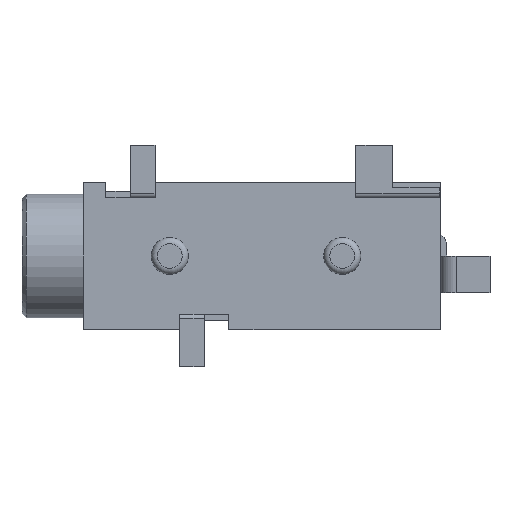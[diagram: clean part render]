
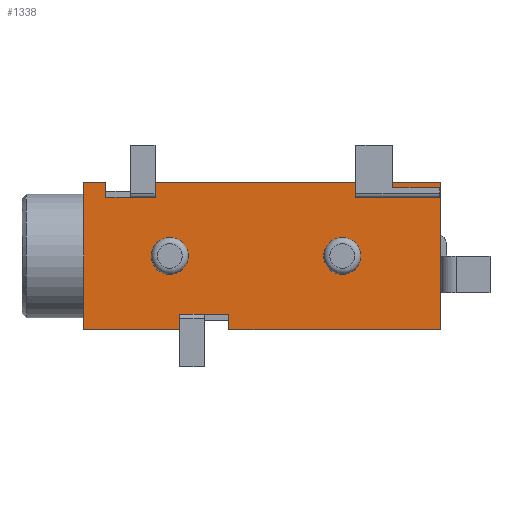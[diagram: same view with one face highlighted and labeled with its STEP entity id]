
A CAD part, front view. The second image highlights one B-rep face of the part: STEP entity #1338.
In plain terms, the highlighted planar face has unit normal (0, -1, 0).
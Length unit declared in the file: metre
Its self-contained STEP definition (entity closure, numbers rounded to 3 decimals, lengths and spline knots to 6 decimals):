
#54=CIRCLE('',#1648,0.00075);
#55=CIRCLE('',#1649,0.00075);
#234=ORIENTED_EDGE('',*,*,#547,.F.);
#235=ORIENTED_EDGE('',*,*,#548,.F.);
#236=ORIENTED_EDGE('',*,*,#549,.T.);
#237=ORIENTED_EDGE('',*,*,#536,.F.);
#238=ORIENTED_EDGE('',*,*,#550,.F.);
#239=ORIENTED_EDGE('',*,*,#508,.F.);
#240=ORIENTED_EDGE('',*,*,#510,.F.);
#241=ORIENTED_EDGE('',*,*,#511,.F.);
#242=ORIENTED_EDGE('',*,*,#490,.F.);
#243=ORIENTED_EDGE('',*,*,#502,.F.);
#244=ORIENTED_EDGE('',*,*,#551,.F.);
#245=ORIENTED_EDGE('',*,*,#474,.T.);
#246=ORIENTED_EDGE('',*,*,#461,.T.);
#247=ORIENTED_EDGE('',*,*,#552,.T.);
#248=ORIENTED_EDGE('',*,*,#553,.T.);
#249=ORIENTED_EDGE('',*,*,#524,.F.);
#250=ORIENTED_EDGE('',*,*,#546,.T.);
#251=ORIENTED_EDGE('',*,*,#544,.T.);
#252=ORIENTED_EDGE('',*,*,#519,.T.);
#253=ORIENTED_EDGE('',*,*,#554,.F.);
#254=ORIENTED_EDGE('',*,*,#453,.F.);
#255=ORIENTED_EDGE('',*,*,#555,.F.);
#256=ORIENTED_EDGE('',*,*,#556,.F.);
#453=EDGE_CURVE('',#629,#631,#755,.T.);
#461=EDGE_CURVE('',#639,#637,#759,.T.);
#474=EDGE_CURVE('',#649,#639,#769,.T.);
#490=EDGE_CURVE('',#658,#660,#784,.T.);
#502=EDGE_CURVE('',#670,#658,#795,.T.);
#508=EDGE_CURVE('',#672,#671,#801,.T.);
#510=EDGE_CURVE('',#673,#672,#803,.T.);
#511=EDGE_CURVE('',#660,#673,#804,.T.);
#519=EDGE_CURVE('',#682,#681,#808,.T.);
#524=EDGE_CURVE('',#686,#684,#813,.T.);
#536=EDGE_CURVE('',#696,#697,#825,.T.);
#544=EDGE_CURVE('',#701,#682,#832,.T.);
#546=EDGE_CURVE('',#686,#701,#833,.T.);
#547=EDGE_CURVE('',#702,#629,#834,.T.);
#548=EDGE_CURVE('',#703,#702,#835,.T.);
#549=EDGE_CURVE('',#703,#697,#836,.T.);
#550=EDGE_CURVE('',#671,#696,#837,.T.);
#551=EDGE_CURVE('',#649,#670,#838,.T.);
#552=EDGE_CURVE('',#637,#704,#839,.T.);
#553=EDGE_CURVE('',#704,#684,#840,.T.);
#554=EDGE_CURVE('',#631,#681,#841,.T.);
#555=EDGE_CURVE('',#705,#705,#54,.T.);
#556=EDGE_CURVE('',#706,#706,#55,.T.);
#629=VERTEX_POINT('',#2102);
#631=VERTEX_POINT('',#2105);
#637=VERTEX_POINT('',#2120);
#639=VERTEX_POINT('',#2123);
#649=VERTEX_POINT('',#2150);
#658=VERTEX_POINT('',#2179);
#660=VERTEX_POINT('',#2182);
#670=VERTEX_POINT('',#2207);
#671=VERTEX_POINT('',#2214);
#672=VERTEX_POINT('',#2216);
#673=VERTEX_POINT('',#2220);
#681=VERTEX_POINT('',#2242);
#682=VERTEX_POINT('',#2244);
#684=VERTEX_POINT('',#2249);
#686=VERTEX_POINT('',#2253);
#696=VERTEX_POINT('',#2278);
#697=VERTEX_POINT('',#2279);
#701=VERTEX_POINT('',#2291);
#702=VERTEX_POINT('',#2298);
#703=VERTEX_POINT('',#2300);
#704=VERTEX_POINT('',#2305);
#705=VERTEX_POINT('',#2309);
#706=VERTEX_POINT('',#2311);
#755=LINE('',#2104,#908);
#759=LINE('',#2122,#912);
#769=LINE('',#2149,#922);
#784=LINE('',#2181,#937);
#795=LINE('',#2206,#948);
#801=LINE('',#2217,#954);
#803=LINE('',#2221,#956);
#804=LINE('',#2223,#957);
#808=LINE('',#2243,#961);
#813=LINE('',#2254,#966);
#825=LINE('',#2277,#978);
#832=LINE('',#2292,#985);
#833=LINE('',#2295,#986);
#834=LINE('',#2297,#987);
#835=LINE('',#2299,#988);
#836=LINE('',#2301,#989);
#837=LINE('',#2302,#990);
#838=LINE('',#2303,#991);
#839=LINE('',#2304,#992);
#840=LINE('',#2306,#993);
#841=LINE('',#2307,#994);
#908=VECTOR('',#1738,1.);
#912=VECTOR('',#1754,1.);
#922=VECTOR('',#1778,1.);
#937=VECTOR('',#1805,1.);
#948=VECTOR('',#1824,1.);
#954=VECTOR('',#1834,1.);
#956=VECTOR('',#1838,1.);
#957=VECTOR('',#1841,1.);
#961=VECTOR('',#1861,1.);
#966=VECTOR('',#1868,1.);
#978=VECTOR('',#1884,1.);
#985=VECTOR('',#1895,1.);
#986=VECTOR('',#1900,1.);
#987=VECTOR('',#1903,1.);
#988=VECTOR('',#1904,1.);
#989=VECTOR('',#1905,1.);
#990=VECTOR('',#1906,1.);
#991=VECTOR('',#1907,1.);
#992=VECTOR('',#1908,1.);
#993=VECTOR('',#1909,1.);
#994=VECTOR('',#1910,1.);
#1079=EDGE_LOOP('',(#234,#235,#236,#237,#238,#239,#240,#241,#242,#243,#244,
#245,#246,#247,#248,#249,#250,#251,#252,#253,#254));
#1080=EDGE_LOOP('',(#255));
#1081=EDGE_LOOP('',(#256));
#1164=FACE_BOUND('',#1079,.T.);
#1165=FACE_BOUND('',#1080,.T.);
#1166=FACE_BOUND('',#1081,.T.);
#1242=PLANE('',#1647);
#1338=ADVANCED_FACE('',(#1164,#1165,#1166),#1242,.F.);
#1647=AXIS2_PLACEMENT_3D('',#2296,#1901,#1902);
#1648=AXIS2_PLACEMENT_3D('',#2308,#1911,#1912);
#1649=AXIS2_PLACEMENT_3D('',#2310,#1913,#1914);
#1738=DIRECTION('',(-1.,0.,0.));
#1754=DIRECTION('',(-1.,0.,0.));
#1778=DIRECTION('',(0.,0.,-1.));
#1805=DIRECTION('',(1.,0.,0.));
#1824=DIRECTION('',(0.,0.,-1.));
#1834=DIRECTION('',(0.,0.,1.));
#1838=DIRECTION('',(-1.,0.,0.));
#1841=DIRECTION('',(0.,0.,1.));
#1861=DIRECTION('',(1.,0.,0.));
#1868=DIRECTION('',(1.,0.,0.));
#1884=DIRECTION('',(0.,0.,-1.));
#1895=DIRECTION('',(0.,0.,-1.));
#1900=DIRECTION('',(0.,0.,-1.));
#1901=DIRECTION('',(0.,1.,0.));
#1902=DIRECTION('',(0.,0.,1.));
#1903=DIRECTION('',(-1.,0.,0.));
#1904=DIRECTION('',(0.,0.,1.));
#1905=DIRECTION('',(1.,0.,0.));
#1906=DIRECTION('',(1.,0.,0.));
#1907=DIRECTION('',(1.,0.,0.));
#1908=DIRECTION('',(-1.,0.,0.));
#1909=DIRECTION('',(0.,0.,1.));
#1910=DIRECTION('',(0.,0.,-1.));
#1911=DIRECTION('',(0.,-1.,0.));
#1912=DIRECTION('',(0.,0.,1.));
#1913=DIRECTION('',(0.,-1.,0.));
#1914=DIRECTION('',(0.,0.,1.));
#2102=CARTESIAN_POINT('',(0.0049,0.,-0.002375));
#2104=CARTESIAN_POINT('',(0.0059,0.,-0.002375));
#2105=CARTESIAN_POINT('',(0.0039,0.,-0.002375));
#2120=CARTESIAN_POINT('',(0.0019,0.,0.002375));
#2122=CARTESIAN_POINT('',(0.,0.,0.002375));
#2123=CARTESIAN_POINT('',(0.0029,0.,0.002375));
#2149=CARTESIAN_POINT('',(0.0029,0.,0.003));
#2150=CARTESIAN_POINT('',(0.0029,0.,0.003));
#2179=CARTESIAN_POINT('',(0.01105,0.,0.002375));
#2181=CARTESIAN_POINT('',(0.,0.,0.002375));
#2182=CARTESIAN_POINT('',(0.01445,0.,0.002375));
#2206=CARTESIAN_POINT('',(0.01105,0.,0.003));
#2207=CARTESIAN_POINT('',(0.01105,0.,0.003));
#2214=CARTESIAN_POINT('',(0.01255,0.,0.003));
#2216=CARTESIAN_POINT('',(0.01255,0.,0.002775));
#2217=CARTESIAN_POINT('',(0.01255,0.,0.003));
#2220=CARTESIAN_POINT('',(0.01445,0.,0.002775));
#2221=CARTESIAN_POINT('',(0.,0.,0.002775));
#2223=CARTESIAN_POINT('',(0.01445,0.,0.003));
#2242=CARTESIAN_POINT('',(0.0039,0.,-0.003));
#2243=CARTESIAN_POINT('',(0.,0.,-0.003));
#2244=CARTESIAN_POINT('',(0.,0.,-0.003));
#2249=CARTESIAN_POINT('',(0.0009,0.,0.003));
#2253=CARTESIAN_POINT('',(0.,0.,0.003));
#2254=CARTESIAN_POINT('',(0.,0.,0.003));
#2277=CARTESIAN_POINT('',(0.0145,0.,0.003));
#2278=CARTESIAN_POINT('',(0.0145,0.,0.003));
#2279=CARTESIAN_POINT('',(0.0145,0.,-0.003));
#2291=CARTESIAN_POINT('',(0.,0.,0.));
#2292=CARTESIAN_POINT('',(0.,0.,0.003));
#2295=CARTESIAN_POINT('',(0.,0.,0.003));
#2296=CARTESIAN_POINT('',(0.,0.,0.003));
#2297=CARTESIAN_POINT('',(0.0059,0.,-0.002375));
#2298=CARTESIAN_POINT('',(0.0059,0.,-0.002375));
#2299=CARTESIAN_POINT('',(0.0059,0.,-0.003));
#2300=CARTESIAN_POINT('',(0.0059,0.,-0.003));
#2301=CARTESIAN_POINT('',(0.,0.,-0.003));
#2302=CARTESIAN_POINT('',(0.,0.,0.003));
#2303=CARTESIAN_POINT('',(0.,0.,0.003));
#2304=CARTESIAN_POINT('',(0.,0.,0.002375));
#2305=CARTESIAN_POINT('',(0.0009,0.,0.002375));
#2306=CARTESIAN_POINT('',(0.0009,0.,0.003));
#2307=CARTESIAN_POINT('',(0.0039,0.,-0.003));
#2308=CARTESIAN_POINT('',(0.0035,0.,0.));
#2309=CARTESIAN_POINT('',(0.0035,0.,0.00075));
#2310=CARTESIAN_POINT('',(0.0105,0.,0.));
#2311=CARTESIAN_POINT('',(0.0105,0.,0.00075));
